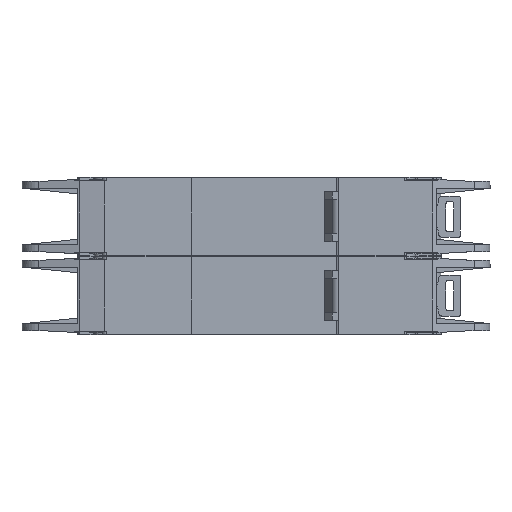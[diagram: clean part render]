
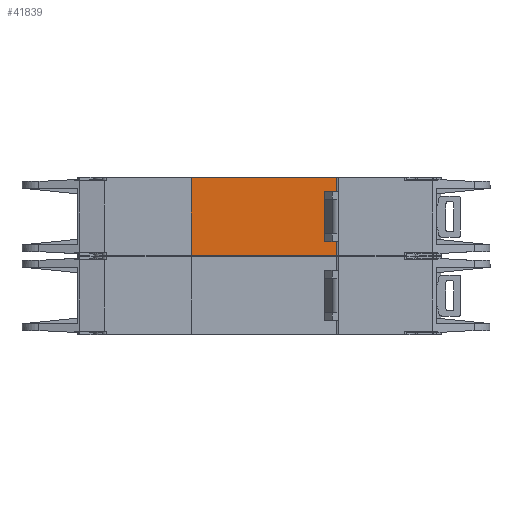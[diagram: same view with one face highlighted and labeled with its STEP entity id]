
A CAD part, front view. The second image highlights one B-rep face of the part: STEP entity #41839.
In plain terms, the highlighted planar face has unit normal (0, -1, 0).
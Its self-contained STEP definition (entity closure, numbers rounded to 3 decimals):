
#1185 = VERTEX_POINT ( 'NONE', #36976 ) ;
#2414 = CARTESIAN_POINT ( 'NONE',  ( 0., 5.5, 8.75 ) ) ;
#2574 = DIRECTION ( 'NONE',  ( 0., 1., 0. ) ) ;
#3795 = CARTESIAN_POINT ( 'NONE',  ( 58., 5.5, -8.75 ) ) ;
#9223 = FACE_OUTER_BOUND ( 'NONE', #42450, .T. ) ;
#14982 = ORIENTED_EDGE ( 'NONE', *, *, #42571, .T. ) ;
#15559 = CARTESIAN_POINT ( 'NONE',  ( 0., 5.5, 8.75 ) ) ;
#16276 = VECTOR ( 'NONE', #19388, 1000. ) ;
#19388 = DIRECTION ( 'NONE',  ( 1., 0., 0. ) ) ;
#19643 = EDGE_CURVE ( 'NONE', #1185, #27070, #36488, .T. ) ;
#19810 = CARTESIAN_POINT ( 'NONE',  ( 22.5, 5.5, 8.75 ) ) ;
#21137 = VECTOR ( 'NONE', #23963, 1000. ) ;
#21866 = CARTESIAN_POINT ( 'NONE',  ( 0., 5.5, -8.75 ) ) ;
#22666 = ORIENTED_EDGE ( 'NONE', *, *, #24216, .T. ) ;
#23963 = DIRECTION ( 'NONE',  ( 0., 0., -1. ) ) ;
#24216 = EDGE_CURVE ( 'NONE', #34964, #29529, #46690, .T. ) ;
#25316 = CARTESIAN_POINT ( 'NONE',  ( 58., 5.5, 8.75 ) ) ;
#25539 = ORIENTED_EDGE ( 'NONE', *, *, #19643, .F. ) ;
#26510 = AXIS2_PLACEMENT_3D ( 'NONE', #2414, #2574, #29178 ) ;
#27070 = VERTEX_POINT ( 'NONE', #25316 ) ;
#29178 = DIRECTION ( 'NONE',  ( -1., 0., 0. ) ) ;
#29529 = VERTEX_POINT ( 'NONE', #3795 ) ;
#30545 = VECTOR ( 'NONE', #46475, 1000. ) ;
#31256 = LINE ( 'NONE', #19810, #21137 ) ;
#31494 = CARTESIAN_POINT ( 'NONE',  ( 58., 5.5, 8.75 ) ) ;
#32921 = LINE ( 'NONE', #31494, #30545 ) ;
#34964 = VERTEX_POINT ( 'NONE', #41897 ) ;
#35183 = ORIENTED_EDGE ( 'NONE', *, *, #37368, .F. ) ;
#36488 = LINE ( 'NONE', #15559, #16276 ) ;
#36707 = VECTOR ( 'NONE', #40710, 1000. ) ;
#36976 = CARTESIAN_POINT ( 'NONE',  ( 22.5, 5.5, 8.75 ) ) ;
#37368 = EDGE_CURVE ( 'NONE', #27070, #29529, #32921, .T. ) ;
#40710 = DIRECTION ( 'NONE',  ( 1., 0., 0. ) ) ;
#41839 = ADVANCED_FACE ( 'NONE', ( #9223 ), #47992, .F. ) ;
#41897 = CARTESIAN_POINT ( 'NONE',  ( 22.5, 5.5, -8.75 ) ) ;
#42450 = EDGE_LOOP ( 'NONE', ( #22666, #35183, #25539, #14982 ) ) ;
#42571 = EDGE_CURVE ( 'NONE', #1185, #34964, #31256, .T. ) ;
#46475 = DIRECTION ( 'NONE',  ( 0., 0., -1. ) ) ;
#46690 = LINE ( 'NONE', #21866, #36707 ) ;
#47992 = PLANE ( 'NONE',  #26510 ) ;
